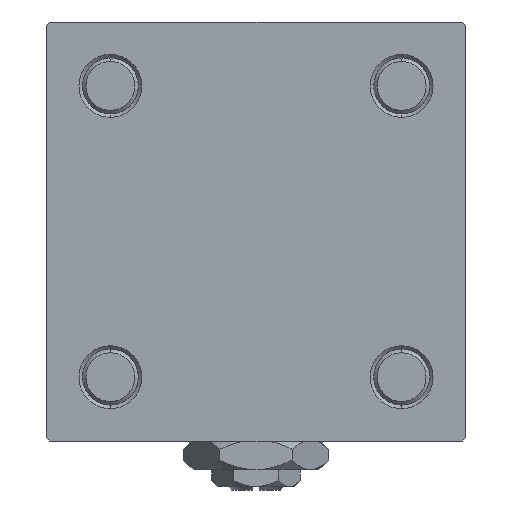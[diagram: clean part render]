
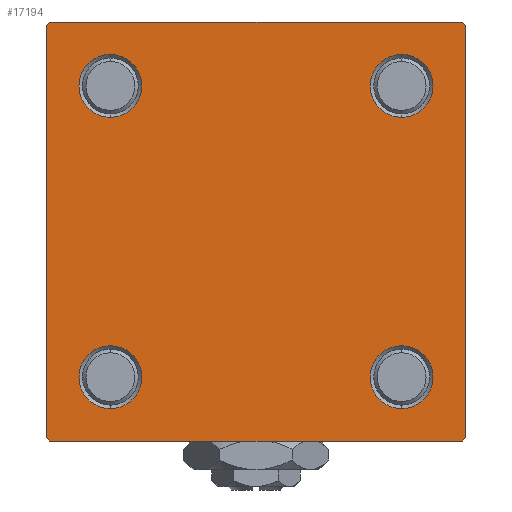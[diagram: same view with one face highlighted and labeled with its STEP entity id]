
A CAD part, left-side view. The second image highlights one B-rep face of the part: STEP entity #17194.
In plain terms, the highlighted planar face has unit normal (-1, 0, 0).
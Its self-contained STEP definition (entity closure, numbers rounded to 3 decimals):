
#174 = DIRECTION ( 'NONE',  ( 0., 0., 1. ) ) ;
#238 = DIRECTION ( 'NONE',  ( -1., 0., 0. ) ) ;
#653 = AXIS2_PLACEMENT_3D ( 'NONE', #6571, #2900, #18584 ) ;
#696 = AXIS2_PLACEMENT_3D ( 'NONE', #19005, #50305, #34634 ) ;
#935 = CARTESIAN_POINT ( 'NONE',  ( 0., -20.85, -20.85 ) ) ;
#1012 = VECTOR ( 'NONE', #11525, 1000. ) ;
#1702 = EDGE_CURVE ( 'NONE', #14850, #16241, #33882, .T. ) ;
#2207 = CIRCLE ( 'NONE', #36331, 4.5 ) ;
#2837 = ORIENTED_EDGE ( 'NONE', *, *, #26311, .T. ) ;
#2900 = DIRECTION ( 'NONE',  ( 1., 0., 0. ) ) ;
#3022 = DIRECTION ( 'NONE',  ( 0., -0.707, 0.707 ) ) ;
#4500 = DIRECTION ( 'NONE',  ( 0., -1., 0. ) ) ;
#4872 = CARTESIAN_POINT ( 'NONE',  ( 0., 30., 30. ) ) ;
#5542 = CIRCLE ( 'NONE', #34697, 4.5 ) ;
#5895 = CARTESIAN_POINT ( 'NONE',  ( 0., 29.75, -29.75 ) ) ;
#6295 = AXIS2_PLACEMENT_3D ( 'NONE', #12282, #28197, #44111 ) ;
#6327 = CARTESIAN_POINT ( 'NONE',  ( 0., -20.85, 20.85 ) ) ;
#6496 = ORIENTED_EDGE ( 'NONE', *, *, #24895, .T. ) ;
#6571 = CARTESIAN_POINT ( 'NONE',  ( 0., -20.85, -20.85 ) ) ;
#6743 = CARTESIAN_POINT ( 'NONE',  ( 0., 30., 29.5 ) ) ;
#6874 = EDGE_CURVE ( 'NONE', #25024, #11046, #25620, .T. ) ;
#7770 = EDGE_CURVE ( 'NONE', #44145, #42161, #32803, .T. ) ;
#8071 = CARTESIAN_POINT ( 'NONE',  ( 0., 0., 0. ) ) ;
#8314 = DIRECTION ( 'NONE',  ( 0., 0., 1. ) ) ;
#8580 = FACE_OUTER_BOUND ( 'NONE', #39791, .T. ) ;
#8938 = VERTEX_POINT ( 'NONE', #15707 ) ;
#9200 = CARTESIAN_POINT ( 'NONE',  ( 0., 30., 30. ) ) ;
#9270 = ORIENTED_EDGE ( 'NONE', *, *, #1702, .T. ) ;
#9518 = VERTEX_POINT ( 'NONE', #37986 ) ;
#10021 = ORIENTED_EDGE ( 'NONE', *, *, #49769, .T. ) ;
#10064 = DIRECTION ( 'NONE',  ( 0., 0.707, 0.707 ) ) ;
#10121 = DIRECTION ( 'NONE',  ( 0., -1., 0. ) ) ;
#10765 = LINE ( 'NONE', #18364, #1012 ) ;
#11046 = VERTEX_POINT ( 'NONE', #50128 ) ;
#11454 = CARTESIAN_POINT ( 'NONE',  ( 0., 20.85, 20.85 ) ) ;
#11525 = DIRECTION ( 'NONE',  ( 0., 0., -1. ) ) ;
#11710 = CARTESIAN_POINT ( 'NONE',  ( 0., 20.85, 25.35 ) ) ;
#12282 = CARTESIAN_POINT ( 'NONE',  ( 0., 20.85, 20.85 ) ) ;
#12499 = ORIENTED_EDGE ( 'NONE', *, *, #18156, .T. ) ;
#13061 = CARTESIAN_POINT ( 'NONE',  ( 0., 29.5, -30. ) ) ;
#14067 = LINE ( 'NONE', #29988, #46936 ) ;
#14389 = ORIENTED_EDGE ( 'NONE', *, *, #29616, .T. ) ;
#14850 = VERTEX_POINT ( 'NONE', #22942 ) ;
#15247 = CARTESIAN_POINT ( 'NONE',  ( 0., 20.85, -20.85 ) ) ;
#15707 = CARTESIAN_POINT ( 'NONE',  ( 0., 20.85, -16.35 ) ) ;
#15955 = VECTOR ( 'NONE', #3022, 1000. ) ;
#15979 = VERTEX_POINT ( 'NONE', #33858 ) ;
#16241 = VERTEX_POINT ( 'NONE', #25186 ) ;
#16858 = CARTESIAN_POINT ( 'NONE',  ( 0., 20.85, 16.35 ) ) ;
#17194 = ADVANCED_FACE ( 'NONE', ( #19568, #27885, #32050, #43807, #8580 ), #35453, .T. ) ;
#17670 = DIRECTION ( 'NONE',  ( 0., 0., -1. ) ) ;
#18156 = EDGE_CURVE ( 'NONE', #9518, #44850, #23158, .T. ) ;
#18193 = ORIENTED_EDGE ( 'NONE', *, *, #6874, .F. ) ;
#18364 = CARTESIAN_POINT ( 'NONE',  ( 0., -30., 30. ) ) ;
#18584 = DIRECTION ( 'NONE',  ( 0., 0., 1. ) ) ;
#19005 = CARTESIAN_POINT ( 'NONE',  ( 0., 20.85, -20.85 ) ) ;
#19348 = ORIENTED_EDGE ( 'NONE', *, *, #48164, .T. ) ;
#19568 = FACE_BOUND ( 'NONE', #30115, .T. ) ;
#19855 = CIRCLE ( 'NONE', #696, 4.5 ) ;
#20112 = DIRECTION ( 'NONE',  ( 0., 0., 1. ) ) ;
#20516 = CARTESIAN_POINT ( 'NONE',  ( 0., -20.85, 20.85 ) ) ;
#21257 = ORIENTED_EDGE ( 'NONE', *, *, #38107, .F. ) ;
#22942 = CARTESIAN_POINT ( 'NONE',  ( 0., -29.5, -30. ) ) ;
#23158 = CIRCLE ( 'NONE', #653, 4.5 ) ;
#23236 = CARTESIAN_POINT ( 'NONE',  ( 0., -20.85, 16.35 ) ) ;
#23922 = ORIENTED_EDGE ( 'NONE', *, *, #7770, .T. ) ;
#24029 = VECTOR ( 'NONE', #10121, 1000. ) ;
#24052 = ORIENTED_EDGE ( 'NONE', *, *, #37964, .T. ) ;
#24895 = EDGE_CURVE ( 'NONE', #8938, #15979, #19855, .T. ) ;
#25024 = VERTEX_POINT ( 'NONE', #25726 ) ;
#25186 = CARTESIAN_POINT ( 'NONE',  ( 0., -30., -29.5 ) ) ;
#25340 = ORIENTED_EDGE ( 'NONE', *, *, #48483, .T. ) ;
#25620 = LINE ( 'NONE', #9200, #42801 ) ;
#25726 = CARTESIAN_POINT ( 'NONE',  ( 0., 29.5, 30. ) ) ;
#26311 = EDGE_CURVE ( 'NONE', #44850, #9518, #29914, .T. ) ;
#26941 = VECTOR ( 'NONE', #17670, 1000. ) ;
#27014 = AXIS2_PLACEMENT_3D ( 'NONE', #6327, #43341, #20112 ) ;
#27885 = FACE_BOUND ( 'NONE', #34140, .T. ) ;
#28122 = VERTEX_POINT ( 'NONE', #6743 ) ;
#28197 = DIRECTION ( 'NONE',  ( 1., 0., 0. ) ) ;
#28344 = ORIENTED_EDGE ( 'NONE', *, *, #45643, .T. ) ;
#28824 = CARTESIAN_POINT ( 'NONE',  ( 0., -30., 29.5 ) ) ;
#29616 = EDGE_CURVE ( 'NONE', #30039, #14850, #29954, .T. ) ;
#29797 = VERTEX_POINT ( 'NONE', #16858 ) ;
#29914 = CIRCLE ( 'NONE', #31564, 4.5 ) ;
#29954 = LINE ( 'NONE', #45858, #24029 ) ;
#29988 = CARTESIAN_POINT ( 'NONE',  ( 0., 29.75, 29.75 ) ) ;
#30039 = VERTEX_POINT ( 'NONE', #13061 ) ;
#30115 = EDGE_LOOP ( 'NONE', ( #23922, #45167 ) ) ;
#30162 = LINE ( 'NONE', #5895, #35506 ) ;
#30521 = CARTESIAN_POINT ( 'NONE',  ( 0., -20.85, 25.35 ) ) ;
#31165 = DIRECTION ( 'NONE',  ( 1., 0., 0. ) ) ;
#31261 = EDGE_LOOP ( 'NONE', ( #19348, #25340 ) ) ;
#31564 = AXIS2_PLACEMENT_3D ( 'NONE', #935, #48675, #174 ) ;
#32050 = FACE_BOUND ( 'NONE', #50310, .T. ) ;
#32115 = CIRCLE ( 'NONE', #6295, 4.5 ) ;
#32803 = CIRCLE ( 'NONE', #27014, 4.5 ) ;
#33354 = ORIENTED_EDGE ( 'NONE', *, *, #50651, .T. ) ;
#33858 = CARTESIAN_POINT ( 'NONE',  ( 0., 20.85, -25.35 ) ) ;
#33882 = LINE ( 'NONE', #34849, #15955 ) ;
#34140 = EDGE_LOOP ( 'NONE', ( #2837, #12499 ) ) ;
#34634 = DIRECTION ( 'NONE',  ( 0., 0., 1. ) ) ;
#34697 = AXIS2_PLACEMENT_3D ( 'NONE', #20516, #48156, #36411 ) ;
#34849 = CARTESIAN_POINT ( 'NONE',  ( 0., -29.75, -29.75 ) ) ;
#35362 = VERTEX_POINT ( 'NONE', #28824 ) ;
#35453 = PLANE ( 'NONE',  #42300 ) ;
#35506 = VECTOR ( 'NONE', #46324, 1000. ) ;
#36331 = AXIS2_PLACEMENT_3D ( 'NONE', #11454, #44053, #8314 ) ;
#36411 = DIRECTION ( 'NONE',  ( 0., 0., 1. ) ) ;
#37964 = EDGE_CURVE ( 'NONE', #35362, #11046, #42149, .T. ) ;
#37986 = CARTESIAN_POINT ( 'NONE',  ( 0., -20.85, -25.35 ) ) ;
#38107 = EDGE_CURVE ( 'NONE', #35362, #16241, #10765, .T. ) ;
#39791 = EDGE_LOOP ( 'NONE', ( #28344, #10021, #14389, #9270, #21257, #24052, #18193, #43248 ) ) ;
#42149 = LINE ( 'NONE', #49195, #45151 ) ;
#42161 = VERTEX_POINT ( 'NONE', #23236 ) ;
#42236 = AXIS2_PLACEMENT_3D ( 'NONE', #15247, #31165, #47067 ) ;
#42300 = AXIS2_PLACEMENT_3D ( 'NONE', #8071, #238, #51381 ) ;
#42503 = EDGE_CURVE ( 'NONE', #25024, #28122, #14067, .T. ) ;
#42556 = VERTEX_POINT ( 'NONE', #47161 ) ;
#42801 = VECTOR ( 'NONE', #4500, 1000. ) ;
#43248 = ORIENTED_EDGE ( 'NONE', *, *, #42503, .T. ) ;
#43341 = DIRECTION ( 'NONE',  ( 1., 0., 0. ) ) ;
#43807 = FACE_BOUND ( 'NONE', #31261, .T. ) ;
#44053 = DIRECTION ( 'NONE',  ( 1., 0., 0. ) ) ;
#44111 = DIRECTION ( 'NONE',  ( 0., 0., 1. ) ) ;
#44145 = VERTEX_POINT ( 'NONE', #30521 ) ;
#44850 = VERTEX_POINT ( 'NONE', #46584 ) ;
#45151 = VECTOR ( 'NONE', #10064, 1000. ) ;
#45167 = ORIENTED_EDGE ( 'NONE', *, *, #50329, .T. ) ;
#45643 = EDGE_CURVE ( 'NONE', #28122, #42556, #49221, .T. ) ;
#45858 = CARTESIAN_POINT ( 'NONE',  ( 0., 30., -30. ) ) ;
#45890 = DIRECTION ( 'NONE',  ( 0., 0.707, -0.707 ) ) ;
#46324 = DIRECTION ( 'NONE',  ( 0., -0.707, -0.707 ) ) ;
#46399 = CIRCLE ( 'NONE', #42236, 4.5 ) ;
#46584 = CARTESIAN_POINT ( 'NONE',  ( 0., -20.85, -16.35 ) ) ;
#46936 = VECTOR ( 'NONE', #45890, 1000. ) ;
#47067 = DIRECTION ( 'NONE',  ( 0., 0., 1. ) ) ;
#47161 = CARTESIAN_POINT ( 'NONE',  ( 0., 30., -29.5 ) ) ;
#48156 = DIRECTION ( 'NONE',  ( 1., 0., 0. ) ) ;
#48164 = EDGE_CURVE ( 'NONE', #48447, #29797, #32115, .T. ) ;
#48447 = VERTEX_POINT ( 'NONE', #11710 ) ;
#48483 = EDGE_CURVE ( 'NONE', #29797, #48447, #2207, .T. ) ;
#48675 = DIRECTION ( 'NONE',  ( 1., 0., 0. ) ) ;
#49195 = CARTESIAN_POINT ( 'NONE',  ( 0., -29.75, 29.75 ) ) ;
#49221 = LINE ( 'NONE', #4872, #26941 ) ;
#49769 = EDGE_CURVE ( 'NONE', #42556, #30039, #30162, .T. ) ;
#50128 = CARTESIAN_POINT ( 'NONE',  ( 0., -29.5, 30. ) ) ;
#50305 = DIRECTION ( 'NONE',  ( 1., 0., 0. ) ) ;
#50310 = EDGE_LOOP ( 'NONE', ( #6496, #33354 ) ) ;
#50329 = EDGE_CURVE ( 'NONE', #42161, #44145, #5542, .T. ) ;
#50651 = EDGE_CURVE ( 'NONE', #15979, #8938, #46399, .T. ) ;
#51381 = DIRECTION ( 'NONE',  ( 0., 0., 1. ) ) ;
